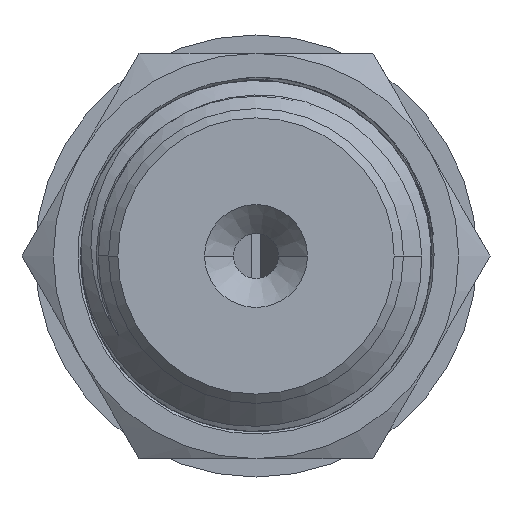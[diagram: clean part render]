
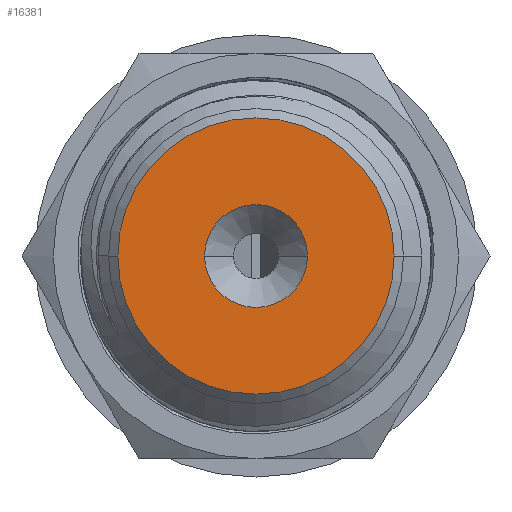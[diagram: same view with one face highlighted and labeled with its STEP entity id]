
A CAD part, left-side view. The second image highlights one B-rep face of the part: STEP entity #16381.
In plain terms, the highlighted planar face has unit normal (-1, 0, 0).
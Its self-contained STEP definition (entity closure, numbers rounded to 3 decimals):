
#6786=CARTESIAN_POINT('',(0.,0.,0.));
#6787=DIRECTION('',(-1.,0.,0.));
#6788=DIRECTION('',(0.,1.,0.));
#6789=AXIS2_PLACEMENT_3D('',#6786,#6787,#6788);
#6791=CARTESIAN_POINT('',(0.,0.,0.));
#6792=DIRECTION('',(-1.,0.,0.));
#6793=DIRECTION('',(0.,-1.,0.));
#6794=AXIS2_PLACEMENT_3D('',#6791,#6792,#6793);
#6796=CARTESIAN_POINT('',(0.,0.,0.));
#6797=DIRECTION('',(1.,0.,0.));
#6798=DIRECTION('',(0.,-1.,0.));
#6799=AXIS2_PLACEMENT_3D('',#6796,#6797,#6798);
#6801=CARTESIAN_POINT('',(0.,0.,0.));
#6802=DIRECTION('',(1.,0.,0.));
#6803=DIRECTION('',(0.,1.,0.));
#6804=AXIS2_PLACEMENT_3D('',#6801,#6802,#6803);
#7324=CARTESIAN_POINT('',(0.,3.75,0.));
#7325=CARTESIAN_POINT('',(0.,-3.75,0.));
#7326=VERTEX_POINT('',#7324);
#7327=VERTEX_POINT('',#7325);
#7340=CARTESIAN_POINT('',(0.,-1.397,0.));
#7341=CARTESIAN_POINT('',(0.,1.397,0.));
#7342=VERTEX_POINT('',#7340);
#7343=VERTEX_POINT('',#7341);
#16365=CARTESIAN_POINT('',(0.,0.,0.));
#16366=DIRECTION('',(1.,0.,0.));
#16367=DIRECTION('',(0.,-1.,0.));
#16368=AXIS2_PLACEMENT_3D('',#16365,#16366,#16367);
#16369=PLANE('',#16368);
#16371=ORIENTED_EDGE('',*,*,#16370,.F.);
#16372=ORIENTED_EDGE('',*,*,#16355,.F.);
#16373=EDGE_LOOP('',(#16371,#16372));
#16374=FACE_OUTER_BOUND('',#16373,.F.);
#16376=ORIENTED_EDGE('',*,*,#16375,.F.);
#16378=ORIENTED_EDGE('',*,*,#16377,.F.);
#16379=EDGE_LOOP('',(#16376,#16378));
#16380=FACE_BOUND('',#16379,.F.);
#16381=ADVANCED_FACE('',(#16374,#16380),#16369,.F.);
#6790=CIRCLE('',#6789,3.75);
#6795=CIRCLE('',#6794,3.75);
#6800=CIRCLE('',#6799,1.397);
#6805=CIRCLE('',#6804,1.397);
#16355=EDGE_CURVE('',#7327,#7326,#6795,.T.);
#16370=EDGE_CURVE('',#7326,#7327,#6790,.T.);
#16375=EDGE_CURVE('',#7342,#7343,#6800,.T.);
#16377=EDGE_CURVE('',#7343,#7342,#6805,.T.);
